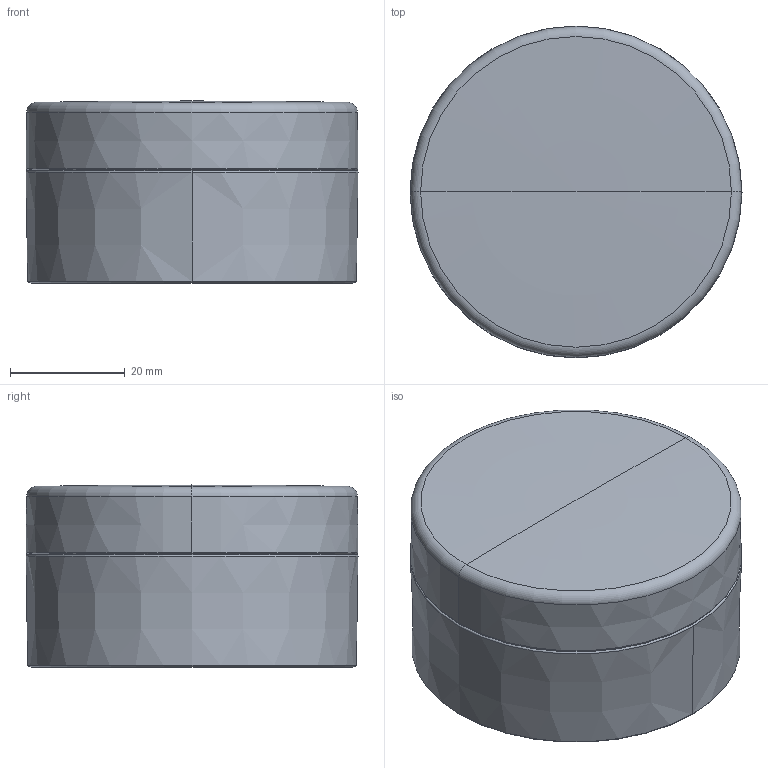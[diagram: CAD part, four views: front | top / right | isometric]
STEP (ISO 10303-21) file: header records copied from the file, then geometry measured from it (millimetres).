
FILE_DESCRIPTION (( 'STEP AP203' ), '1' );
FILE_NAME ('CP0030-LC-JAR.STEP', '2020-11-11T18:22:12', ( '' ), ( '' ), 'SwSTEP 2.0', 'SolidWorks 2020', '' );
FILE_SCHEMA (( 'CONFIG_CONTROL_DESIGN' ));
Length unit declared in the file: millimetre
Products named in the file (3): CP0030-LC-JAR.sldasm-Part-1; CP0030-LC-JAR.sldasm-Part-2; CP0030-LC-JAR
Assembly tree (2 placements, depth 2):
  CP0030-LC-JAR
    CP0030-LC-JAR.sldasm-Part-1
    CP0030-LC-JAR.sldasm-Part-2
Bounding box: 57.94 x 57.94 x 31.78 mm (x, y, z)
Volume: 19965 mm3; surface area: 26726.6 mm2
Topology: 2 solids, 2 shells, 93 faces, 200 edges, 114 vertices
Faces by surface type: torus 26, bspline 26, cone 18, sphere 10, cylinder 8, plane 5
Entity records: 10316 total; most frequent: CARTESIAN_POINT 8178, ORIENTED_EDGE 396, DIRECTION 378, EDGE_CURVE 198, AXIS2_PLACEMENT_3D 175, VERTEX_POINT 114, CIRCLE 103, EDGE_LOOP 98
